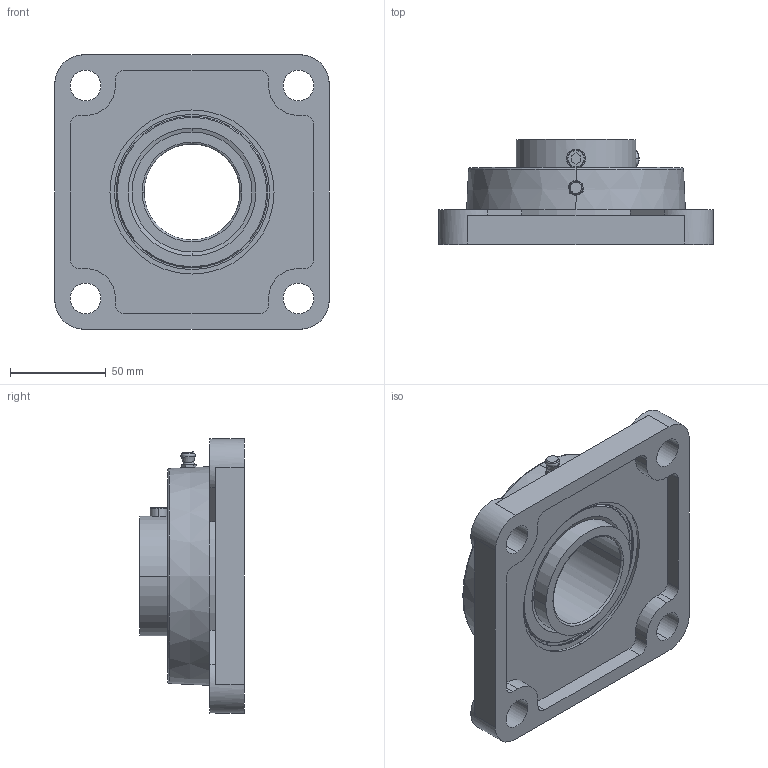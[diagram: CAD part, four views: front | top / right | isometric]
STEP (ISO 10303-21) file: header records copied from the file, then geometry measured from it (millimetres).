
FILE_DESCRIPTION((''),'2;1');
FILE_NAME('UCF210_ASM','2016-05-31T',('giuseppe.caruso'),(''),'CREO PARAMETRIC BY PTC INC, 2014500','CREO PARAMETRIC BY PTC INC, 2014500','');
FILE_SCHEMA(('CONFIG_CONTROL_DESIGN'));
Length unit declared in the file: millimetre
Products named in the file (14): F210_AF0; UC210_AI_AF0; UC210_AE_AF0; UC210_BALL; UC210_BALL_AF0; UC210_BALL_AF1; UC210_BALL_AF2; UC210_BALL_AF3; UC210_CAGE; UC210_SEAL; M10X1; UC210_AF0_ASM; INGRASSATORE; UCF210_ASM
Assembly tree (20 placements, depth 3):
  UCF210_ASM
    F210_AF0
    UC210_AF0_ASM
      UC210_AI_AF0
      UC210_AE_AF0
      UC210_BALL  x6
      UC210_BALL_AF0
      UC210_BALL_AF1
      UC210_BALL_AF2
      UC210_BALL_AF3
      UC210_CAGE
      UC210_SEAL  x2
      M10X1  x2
    INGRASSATORE
Bounding box: 143 x 54.6 x 143 mm (x, y, z)
Volume: 329385.6 mm3; surface area: 122797.2 mm2
Topology: 38 solids, 41 shells, 829 faces, 2155 edges, 1391 vertices
Faces by surface type: plane 579, cylinder 124, cone 44, bspline 42, sphere 24, torus 16
Entity records: 24206 total; most frequent: CARTESIAN_POINT 5050, ORIENTED_EDGE 3910, DIRECTION 3881, EDGE_CURVE 1965, VECTOR 1551, LINE 1551, VERTEX_POINT 1293, AXIS2_PLACEMENT_3D 1165
